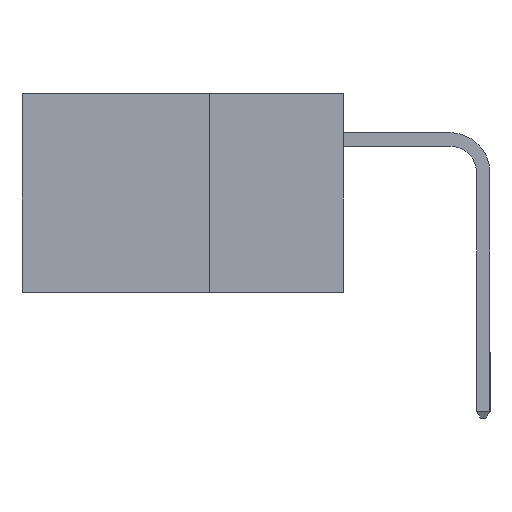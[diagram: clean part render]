
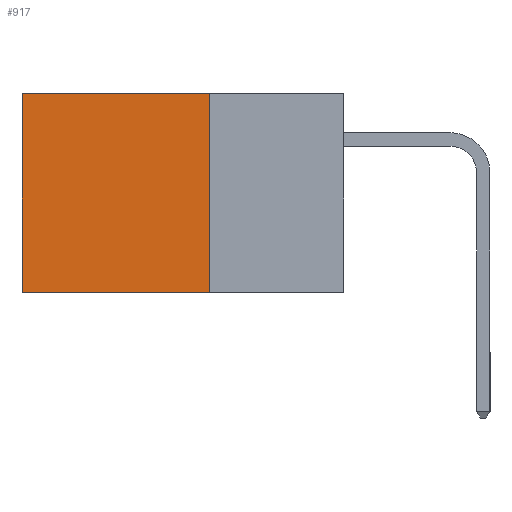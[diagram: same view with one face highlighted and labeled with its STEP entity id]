
A CAD part, left-side view. The second image highlights one B-rep face of the part: STEP entity #917.
In plain terms, the highlighted planar face has unit normal (-1, 0, 0).
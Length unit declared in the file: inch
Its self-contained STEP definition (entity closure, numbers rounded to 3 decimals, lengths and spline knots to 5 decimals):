
#515 = LINE ( 'NONE', #987, #11728 ) ;
#917 = ADVANCED_FACE ( 'NONE', ( #9099 ), #18277, .F. ) ;
#987 = CARTESIAN_POINT ( 'NONE',  ( 0.298, 0.25, 0. ) ) ;
#1565 = VERTEX_POINT ( 'NONE', #5409 ) ;
#3096 = LINE ( 'NONE', #7195, #26030 ) ;
#3426 = ORIENTED_EDGE ( 'NONE', *, *, #11293, .T. ) ;
#3593 = VECTOR ( 'NONE', #8270, 39.37008 ) ;
#4400 = VERTEX_POINT ( 'NONE', #5794 ) ;
#5409 = CARTESIAN_POINT ( 'NONE',  ( 0.298, 0.25, 0. ) ) ;
#5794 = CARTESIAN_POINT ( 'NONE',  ( 0.298, 0.25, -0.37 ) ) ;
#5901 = CARTESIAN_POINT ( 'NONE',  ( 0.298, 0.25, 0. ) ) ;
#6574 = VECTOR ( 'NONE', #21011, 39.37008 ) ;
#7195 = CARTESIAN_POINT ( 'NONE',  ( 0.298, 0.25, -0.37 ) ) ;
#7283 = LINE ( 'NONE', #14329, #6574 ) ;
#7987 = EDGE_CURVE ( 'NONE', #26835, #9527, #7283, .T. ) ;
#8270 = DIRECTION ( 'NONE',  ( 0., 1., 0. ) ) ;
#9099 = FACE_OUTER_BOUND ( 'NONE', #9786, .T. ) ;
#9527 = VERTEX_POINT ( 'NONE', #17424 ) ;
#9786 = EDGE_LOOP ( 'NONE', ( #13498, #18169, #26273, #3426 ) ) ;
#9943 = EDGE_CURVE ( 'NONE', #1565, #4400, #515, .T. ) ;
#10257 = LINE ( 'NONE', #5901, #3593 ) ;
#11293 = EDGE_CURVE ( 'NONE', #1565, #26835, #10257, .T. ) ;
#11728 = VECTOR ( 'NONE', #18848, 39.37008 ) ;
#11925 = AXIS2_PLACEMENT_3D ( 'NONE', #28084, #25019, #18429 ) ;
#13498 = ORIENTED_EDGE ( 'NONE', *, *, #7987, .T. ) ;
#14329 = CARTESIAN_POINT ( 'NONE',  ( 0.298, 0.6, 0. ) ) ;
#17424 = CARTESIAN_POINT ( 'NONE',  ( 0.298, 0.6, -0.37 ) ) ;
#18169 = ORIENTED_EDGE ( 'NONE', *, *, #20734, .F. ) ;
#18277 = PLANE ( 'NONE',  #11925 ) ;
#18429 = DIRECTION ( 'NONE',  ( 0., 0., -1. ) ) ;
#18848 = DIRECTION ( 'NONE',  ( 0., 0., -1. ) ) ;
#19523 = CARTESIAN_POINT ( 'NONE',  ( 0.298, 0.6, 0. ) ) ;
#20502 = DIRECTION ( 'NONE',  ( 0., 1., 0. ) ) ;
#20734 = EDGE_CURVE ( 'NONE', #4400, #9527, #3096, .T. ) ;
#21011 = DIRECTION ( 'NONE',  ( 0., 0., -1. ) ) ;
#25019 = DIRECTION ( 'NONE',  ( 1., 0., 0. ) ) ;
#26030 = VECTOR ( 'NONE', #20502, 39.37008 ) ;
#26273 = ORIENTED_EDGE ( 'NONE', *, *, #9943, .F. ) ;
#26835 = VERTEX_POINT ( 'NONE', #19523 ) ;
#28084 = CARTESIAN_POINT ( 'NONE',  ( 0.298, 0.25, 0. ) ) ;
